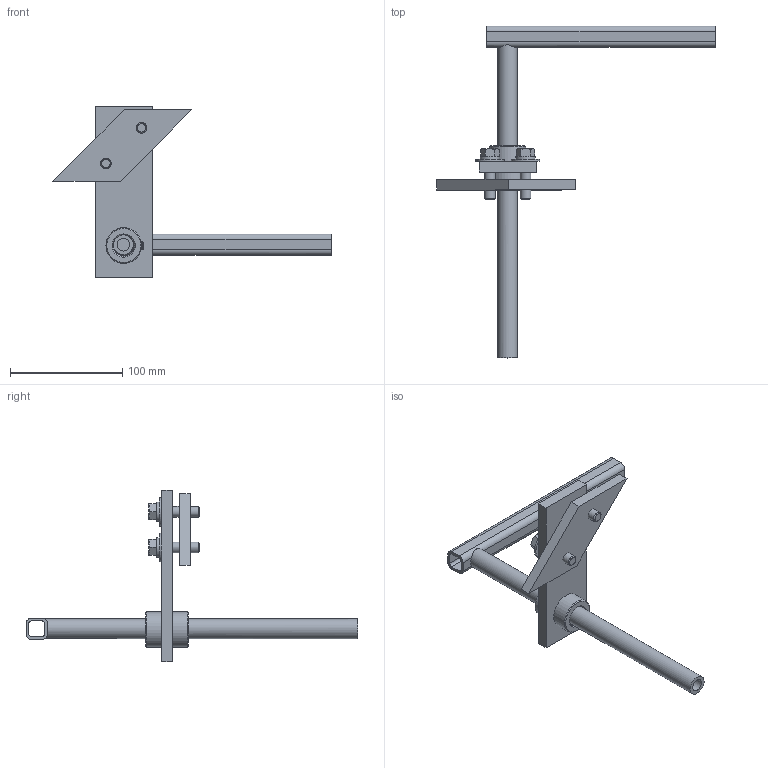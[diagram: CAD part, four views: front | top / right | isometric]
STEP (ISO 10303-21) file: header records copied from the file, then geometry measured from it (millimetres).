
FILE_DESCRIPTION((''),'2;1');
FILE_NAME('25675.stp','2009-10-15T07:36:11',('jholman'),(''),'Autodesk Inventor 2009','Autodesk Inventor 2009','');
FILE_SCHEMA(('AUTOMOTIVE_DESIGN { 1 0 10303 214 1 1 1 1 }'));
Length unit declared in the file: inch
Products named in the file (8): AS114BF4C; 3D110BF4C; 3D111BF4C; 3D11D9F4B; Hexagon Socket Set Screw - Flat Point - Inch 5/16-18 UNC x 0.375; Hex Bolt - Inch 3/8-16 UNC - 1.5; Plain Washer (Inch) 3/8 - wide - Type A; Helical Spring Lock Washers 0.375
Assembly tree (11 placements, depth 2):
  AS114BF4C
    3D110BF4C
    3D111BF4C
    3D11D9F4B
    Hexagon Socket Set Screw - Flat Point - Inch 5/16-18 UNC x 0.375  x2
    Hex Bolt - Inch 3/8-16 UNC - 1.5  x2
    Plain Washer (Inch) 3/8 - wide - Type A  x2
    Helical Spring Lock Washers 0.375  x2
Bounding box: 247.75 x 295.27 x 152.4 mm (x, y, z)
Volume: 199655.4 mm3; surface area: 91890.2 mm2
Topology: 11 solids, 11 shells, 148 faces, 332 edges, 209 vertices
Faces by surface type: plane 85, cone 26, cylinder 26, bspline 11
Full cylindrical faces by diameter (mm): 7.938 x2, 9.525 x2, 9.855 x2, 11.113 x1, 11.125 x2, 14.275 x2, 17.463 x1, 25.4 x2, 31.75 x2
Entity records: 3173 total; most frequent: CARTESIAN_POINT 834, DIRECTION 458, ORIENTED_EDGE 380, EDGE_CURVE 190, AXIS2_PLACEMENT_3D 183, EDGE_LOOP 148, VERTEX_POINT 136, FACE_OUTER_BOUND 99
